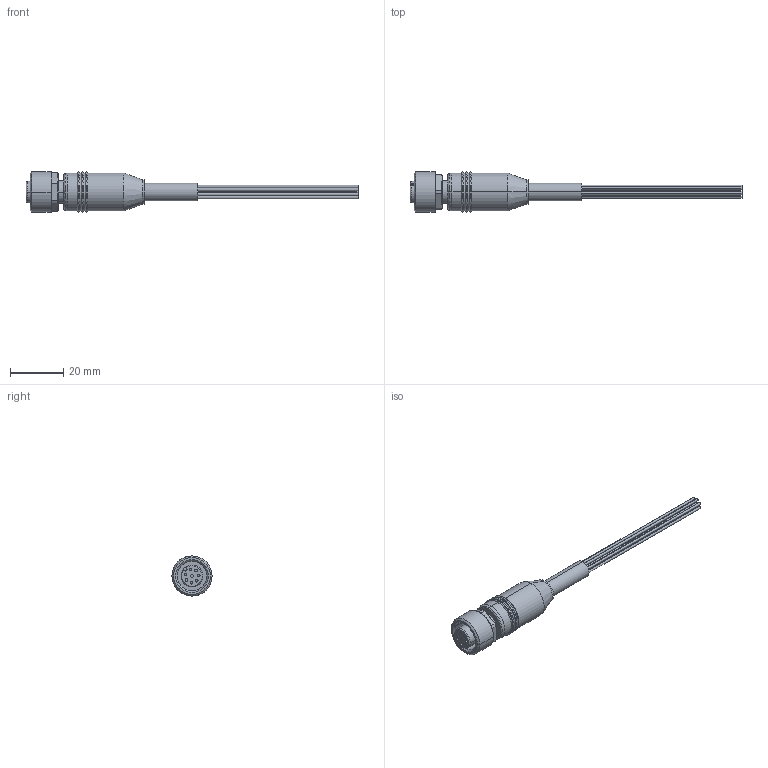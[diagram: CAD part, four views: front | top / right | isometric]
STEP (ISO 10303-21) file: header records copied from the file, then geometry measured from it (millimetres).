
FILE_DESCRIPTION (( 'STEP AP214' ), '1' );
FILE_NAME ('7000-17121-2911000.step', '2017-05-04T11:09:45', ( '' ), ( '' ), 'SwSTEP 2.0', 'SolidWorks 2017', '' );
FILE_SCHEMA (( 'AUTOMOTIVE_DESIGN' ));
Length unit declared in the file: inch
Products named in the file (1): 7000-17121-2911000
Bounding box: 124.2 x 15 x 15 mm (x, y, z)
Volume: 7007 mm3; surface area: 4925.3 mm2
Topology: 1 solids, 1 shells, 131 faces, 277 edges, 170 vertices
Faces by surface type: cylinder 59, plane 39, cone 17, bspline 16
Entity records: 3768 total; most frequent: CARTESIAN_POINT 873, DIRECTION 650, ORIENTED_EDGE 554, EDGE_CURVE 277, AXIS2_PLACEMENT_3D 275, VERTEX_POINT 170, CIRCLE 159, EDGE_LOOP 153
